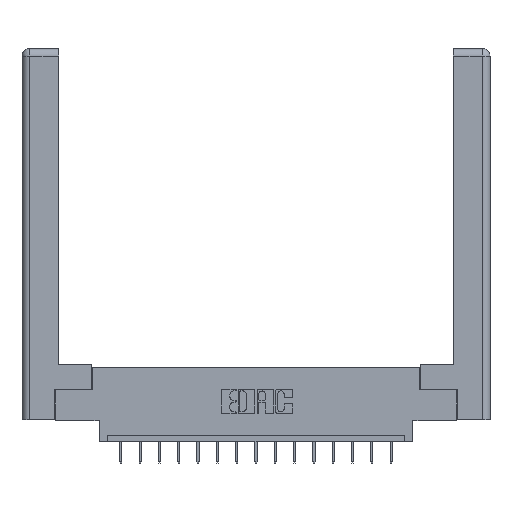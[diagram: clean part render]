
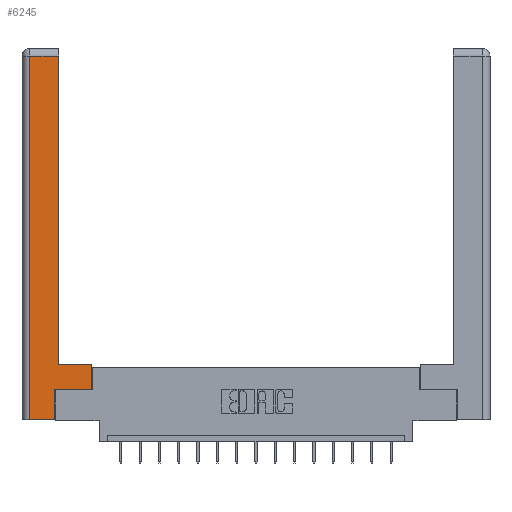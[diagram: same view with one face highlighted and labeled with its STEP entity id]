
A CAD part, top view. The second image highlights one B-rep face of the part: STEP entity #6245.
In plain terms, the highlighted planar face has unit normal (0, 0, 1).
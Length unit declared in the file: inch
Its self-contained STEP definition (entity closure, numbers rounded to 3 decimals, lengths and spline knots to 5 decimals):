
#179 = CARTESIAN_POINT ( 'NONE',  ( 0.295, 0.45, 0. ) ) ;
#358 = EDGE_CURVE ( 'NONE', #8284, #7349, #660, .T. ) ;
#660 = LINE ( 'NONE', #5927, #11435 ) ;
#883 = EDGE_LOOP ( 'NONE', ( #16436, #13238, #12273, #16218, #12084, #2718, #16466, #4848 ) ) ;
#1532 = PLANE ( 'NONE',  #17350 ) ;
#1655 = DIRECTION ( 'NONE',  ( 1., 0., 0. ) ) ;
#1867 = DIRECTION ( 'NONE',  ( 0., 0., -1. ) ) ;
#1915 = VERTEX_POINT ( 'NONE', #11075 ) ;
#2504 = EDGE_CURVE ( 'NONE', #7349, #17089, #10111, .T. ) ;
#2718 = ORIENTED_EDGE ( 'NONE', *, *, #5622, .T. ) ;
#3101 = DIRECTION ( 'NONE',  ( 0., -1., 0. ) ) ;
#3315 = LINE ( 'NONE', #11595, #16193 ) ;
#3358 = DIRECTION ( 'NONE',  ( 0., 1., 0. ) ) ;
#3549 = VECTOR ( 'NONE', #1655, 39.37008 ) ;
#3913 = CARTESIAN_POINT ( 'NONE',  ( 0.295, 3., 0. ) ) ;
#4053 = CARTESIAN_POINT ( 'NONE',  ( 0.0615, 2.94, 0. ) ) ;
#4848 = ORIENTED_EDGE ( 'NONE', *, *, #12257, .T. ) ;
#4914 = DIRECTION ( 'NONE',  ( -1., 0., 0. ) ) ;
#5116 = CARTESIAN_POINT ( 'NONE',  ( 0.295, 0.45, 0. ) ) ;
#5201 = DIRECTION ( 'NONE',  ( 0., 1., 0. ) ) ;
#5215 = EDGE_CURVE ( 'NONE', #10742, #1915, #14185, .T. ) ;
#5231 = LINE ( 'NONE', #3913, #9663 ) ;
#5460 = CARTESIAN_POINT ( 'NONE',  ( 0.265, 0., 0. ) ) ;
#5622 = EDGE_CURVE ( 'NONE', #7739, #10742, #11406, .T. ) ;
#5927 = CARTESIAN_POINT ( 'NONE',  ( 0.0615, 0., 0. ) ) ;
#6245 = ADVANCED_FACE ( 'NONE', ( #6320 ), #1532, .F. ) ;
#6320 = FACE_OUTER_BOUND ( 'NONE', #883, .T. ) ;
#6429 = CARTESIAN_POINT ( 'NONE',  ( 0.265, 0.245, 0. ) ) ;
#6740 = EDGE_CURVE ( 'NONE', #16625, #16107, #5231, .T. ) ;
#6741 = DIRECTION ( 'NONE',  ( 0., 1., 0. ) ) ;
#7257 = CARTESIAN_POINT ( 'NONE',  ( 0., 0., 0. ) ) ;
#7349 = VERTEX_POINT ( 'NONE', #13067 ) ;
#7701 = CARTESIAN_POINT ( 'NONE',  ( 0.265, 0.245, 0. ) ) ;
#7739 = VERTEX_POINT ( 'NONE', #7701 ) ;
#7930 = LINE ( 'NONE', #6429, #12166 ) ;
#8279 = EDGE_CURVE ( 'NONE', #17089, #7739, #7930, .T. ) ;
#8284 = VERTEX_POINT ( 'NONE', #4053 ) ;
#8419 = CARTESIAN_POINT ( 'NONE',  ( 0.295, 2.94, 0. ) ) ;
#8767 = CARTESIAN_POINT ( 'NONE',  ( 0.565, 0.245, 0. ) ) ;
#9663 = VECTOR ( 'NONE', #5201, 39.37008 ) ;
#9696 = VECTOR ( 'NONE', #16164, 39.37008 ) ;
#10111 = LINE ( 'NONE', #5460, #3549 ) ;
#10550 = CARTESIAN_POINT ( 'NONE',  ( 0.265, 0., 0. ) ) ;
#10742 = VERTEX_POINT ( 'NONE', #8767 ) ;
#10832 = DIRECTION ( 'NONE',  ( 1., 0., 0. ) ) ;
#11075 = CARTESIAN_POINT ( 'NONE',  ( 0.565, 0.45, 0. ) ) ;
#11406 = LINE ( 'NONE', #16146, #13109 ) ;
#11435 = VECTOR ( 'NONE', #3101, 39.37008 ) ;
#11595 = CARTESIAN_POINT ( 'NONE',  ( 0.0615, 2.94, 0. ) ) ;
#12084 = ORIENTED_EDGE ( 'NONE', *, *, #8279, .T. ) ;
#12166 = VECTOR ( 'NONE', #6741, 39.37008 ) ;
#12257 = EDGE_CURVE ( 'NONE', #1915, #16625, #16883, .T. ) ;
#12273 = ORIENTED_EDGE ( 'NONE', *, *, #358, .T. ) ;
#13067 = CARTESIAN_POINT ( 'NONE',  ( 0.0615, 0., 0. ) ) ;
#13109 = VECTOR ( 'NONE', #10832, 39.37008 ) ;
#13238 = ORIENTED_EDGE ( 'NONE', *, *, #13901, .T. ) ;
#13334 = VECTOR ( 'NONE', #3358, 39.37008 ) ;
#13901 = EDGE_CURVE ( 'NONE', #16107, #8284, #3315, .T. ) ;
#14185 = LINE ( 'NONE', #16808, #13334 ) ;
#16107 = VERTEX_POINT ( 'NONE', #8419 ) ;
#16146 = CARTESIAN_POINT ( 'NONE',  ( 0.565, 0.245, 0. ) ) ;
#16164 = DIRECTION ( 'NONE',  ( -1., 0., 0. ) ) ;
#16193 = VECTOR ( 'NONE', #4914, 39.37008 ) ;
#16218 = ORIENTED_EDGE ( 'NONE', *, *, #2504, .T. ) ;
#16436 = ORIENTED_EDGE ( 'NONE', *, *, #6740, .T. ) ;
#16466 = ORIENTED_EDGE ( 'NONE', *, *, #5215, .T. ) ;
#16622 = DIRECTION ( 'NONE',  ( -1., 0., 0. ) ) ;
#16625 = VERTEX_POINT ( 'NONE', #5116 ) ;
#16808 = CARTESIAN_POINT ( 'NONE',  ( 0.565, 0.45, 0. ) ) ;
#16883 = LINE ( 'NONE', #179, #9696 ) ;
#17089 = VERTEX_POINT ( 'NONE', #10550 ) ;
#17350 = AXIS2_PLACEMENT_3D ( 'NONE', #7257, #1867, #16622 ) ;
